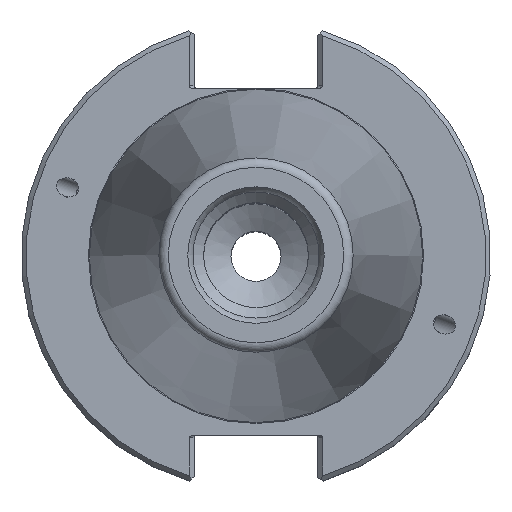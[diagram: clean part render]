
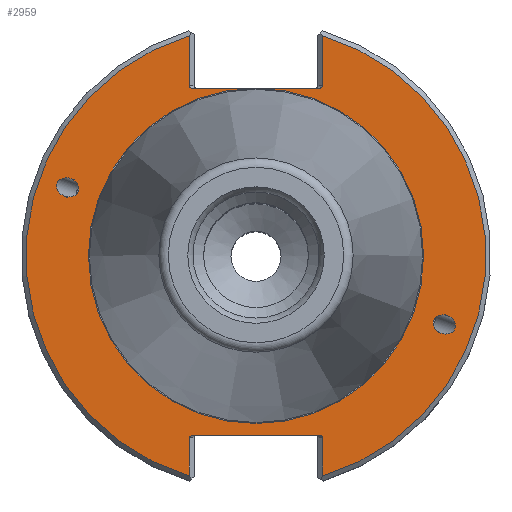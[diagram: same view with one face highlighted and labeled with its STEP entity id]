
A CAD part, top view. The second image highlights one B-rep face of the part: STEP entity #2959.
In plain terms, the highlighted planar face has unit normal (0, 0, 1).
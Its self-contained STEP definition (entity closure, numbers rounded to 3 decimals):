
#24=ELLIPSE('',#3163,2.381,1.95);
#25=ELLIPSE('',#3169,0.707,0.5);
#26=ELLIPSE('',#3171,0.707,0.5);
#27=ELLIPSE('',#3176,2.381,1.95);
#35=ELLIPSE('',#3201,0.707,0.5);
#36=ELLIPSE('',#3203,0.707,0.5);
#86=LINE('',#4530,#167);
#87=LINE('',#4539,#168);
#92=LINE('',#4558,#173);
#93=LINE('',#4570,#174);
#103=LINE('',#4604,#184);
#114=LINE('',#4651,#195);
#167=VECTOR('',#3649,1000.);
#168=VECTOR('',#3656,1000.);
#173=VECTOR('',#3671,1000.);
#174=VECTOR('',#3682,1000.);
#184=VECTOR('',#3708,1000.);
#195=VECTOR('',#3753,1000.);
#234=PLANE('',#3202);
#375=CIRCLE('',#3161,35.118);
#376=CIRCLE('',#3166,48.21);
#377=CIRCLE('',#3174,48.21);
#843=ORIENTED_EDGE('',*,*,#1122,.F.);
#844=ORIENTED_EDGE('',*,*,#1121,.T.);
#845=ORIENTED_EDGE('',*,*,#1119,.T.);
#846=ORIENTED_EDGE('',*,*,#1115,.T.);
#847=ORIENTED_EDGE('',*,*,#1137,.F.);
#848=ORIENTED_EDGE('',*,*,#1113,.T.);
#849=ORIENTED_EDGE('',*,*,#1111,.T.);
#850=ORIENTED_EDGE('',*,*,#1109,.T.);
#851=ORIENTED_EDGE('',*,*,#1108,.T.);
#852=ORIENTED_EDGE('',*,*,#1156,.T.);
#853=ORIENTED_EDGE('',*,*,#1158,.F.);
#854=ORIENTED_EDGE('',*,*,#1159,.T.);
#855=ORIENTED_EDGE('',*,*,#1123,.T.);
#856=ORIENTED_EDGE('',*,*,#1105,.F.);
#857=ORIENTED_EDGE('',*,*,#1104,.F.);
#1104=EDGE_CURVE('',#1332,#1332,#375,.T.);
#1105=EDGE_CURVE('',#1333,#1333,#24,.T.);
#1108=EDGE_CURVE('',#1334,#1335,#86,.T.);
#1109=EDGE_CURVE('',#1336,#1334,#376,.T.);
#1111=EDGE_CURVE('',#1337,#1336,#87,.T.);
#1113=EDGE_CURVE('',#1338,#1337,#25,.F.);
#1115=EDGE_CURVE('',#1339,#1340,#26,.F.);
#1119=EDGE_CURVE('',#1341,#1339,#92,.T.);
#1121=EDGE_CURVE('',#1342,#1341,#377,.T.);
#1122=EDGE_CURVE('',#1343,#1343,#27,.T.);
#1123=EDGE_CURVE('',#1344,#1342,#93,.T.);
#1137=EDGE_CURVE('',#1338,#1340,#103,.T.);
#1156=EDGE_CURVE('',#1335,#1362,#35,.F.);
#1158=EDGE_CURVE('',#1363,#1362,#114,.T.);
#1159=EDGE_CURVE('',#1363,#1344,#36,.F.);
#1332=VERTEX_POINT('',#4518);
#1333=VERTEX_POINT('',#4521);
#1334=VERTEX_POINT('',#4527);
#1335=VERTEX_POINT('',#4529);
#1336=VERTEX_POINT('',#4533);
#1337=VERTEX_POINT('',#4540);
#1338=VERTEX_POINT('',#4544);
#1339=VERTEX_POINT('',#4548);
#1340=VERTEX_POINT('',#4549);
#1341=VERTEX_POINT('',#4557);
#1342=VERTEX_POINT('',#4564);
#1343=VERTEX_POINT('',#4568);
#1344=VERTEX_POINT('',#4571);
#1362=VERTEX_POINT('',#4648);
#1363=VERTEX_POINT('',#4652);
#1621=EDGE_LOOP('',(#843));
#1622=EDGE_LOOP('',(#844,#845,#846,#847,#848,#849,#850,#851,#852,#853,#854,
#855));
#1623=EDGE_LOOP('',(#856));
#1624=EDGE_LOOP('',(#857));
#1833=FACE_BOUND('',#1621,.T.);
#1834=FACE_BOUND('',#1622,.T.);
#1835=FACE_BOUND('',#1623,.T.);
#1836=FACE_BOUND('',#1624,.T.);
#2959=ADVANCED_FACE('',(#1833,#1834,#1835,#1836),#234,.T.);
#3161=AXIS2_PLACEMENT_3D('',#4517,#3640,#3641);
#3163=AXIS2_PLACEMENT_3D('',#4520,#3644,#3645);
#3166=AXIS2_PLACEMENT_3D('',#4532,#3652,#3653);
#3169=AXIS2_PLACEMENT_3D('',#4543,#3660,#3661);
#3171=AXIS2_PLACEMENT_3D('',#4547,#3665,#3666);
#3174=AXIS2_PLACEMENT_3D('',#4565,#3674,#3675);
#3176=AXIS2_PLACEMENT_3D('',#4567,#3678,#3679);
#3201=AXIS2_PLACEMENT_3D('',#4647,#3748,#3749);
#3202=AXIS2_PLACEMENT_3D('',#4650,#3751,#3752);
#3203=AXIS2_PLACEMENT_3D('',#4653,#3754,#3755);
#3640=DIRECTION('',(0.,0.,1.));
#3641=DIRECTION('',(1.,0.,0.));
#3644=DIRECTION('',(0.,0.,1.));
#3645=DIRECTION('',(-0.94,0.342,0.));
#3649=DIRECTION('',(0.,-1.,0.));
#3652=DIRECTION('',(0.,0.,1.));
#3653=DIRECTION('',(1.,0.,0.));
#3656=DIRECTION('',(0.,-1.,0.));
#3660=DIRECTION('',(0.,0.,1.));
#3661=DIRECTION('',(1.,0.,0.));
#3665=DIRECTION('',(0.,0.,1.));
#3666=DIRECTION('',(1.,0.,0.));
#3671=DIRECTION('',(0.,1.,0.));
#3674=DIRECTION('',(0.,0.,1.));
#3675=DIRECTION('',(1.,0.,0.));
#3678=DIRECTION('',(0.,0.,1.));
#3679=DIRECTION('',(0.94,-0.342,0.));
#3682=DIRECTION('',(0.,1.,0.));
#3708=DIRECTION('',(-1.,0.,0.));
#3748=DIRECTION('',(0.,0.,1.));
#3749=DIRECTION('',(-1.,0.,0.));
#3751=DIRECTION('',(0.,0.,1.));
#3752=DIRECTION('',(1.,0.,0.));
#3753=DIRECTION('',(1.,0.,0.));
#3754=DIRECTION('',(0.,0.,1.));
#3755=DIRECTION('',(-1.,0.,0.));
#4517=CARTESIAN_POINT('',(0.,0.,-3.17));
#4518=CARTESIAN_POINT('',(35.118,0.,-3.17));
#4520=CARTESIAN_POINT('',(39.467,-14.365,-3.17));
#4521=CARTESIAN_POINT('',(37.23,-13.551,-3.17));
#4527=CARTESIAN_POINT('',(13.955,46.146,-3.17));
#4529=CARTESIAN_POINT('',(13.955,35.66,-3.17));
#4530=CARTESIAN_POINT('',(13.955,35.16,-3.17));
#4532=CARTESIAN_POINT('',(0.,0.,-3.17));
#4533=CARTESIAN_POINT('',(13.955,-46.146,-3.17));
#4539=CARTESIAN_POINT('',(13.955,-47.619,-3.17));
#4540=CARTESIAN_POINT('',(13.955,-38.07,-3.17));
#4543=CARTESIAN_POINT('',(13.248,-38.07,-3.17));
#4544=CARTESIAN_POINT('',(13.248,-37.57,-3.17));
#4547=CARTESIAN_POINT('',(-13.248,-38.07,-3.17));
#4548=CARTESIAN_POINT('',(-13.955,-38.07,-3.17));
#4549=CARTESIAN_POINT('',(-13.248,-37.57,-3.17));
#4557=CARTESIAN_POINT('',(-13.955,-46.146,-3.17));
#4558=CARTESIAN_POINT('',(-13.955,-37.57,-3.17));
#4564=CARTESIAN_POINT('',(-13.955,46.146,-3.17));
#4565=CARTESIAN_POINT('',(0.,0.,-3.17));
#4567=CARTESIAN_POINT('',(-39.467,14.365,-3.17));
#4568=CARTESIAN_POINT('',(-37.23,13.551,-3.17));
#4570=CARTESIAN_POINT('',(-13.955,47.619,-3.17));
#4571=CARTESIAN_POINT('',(-13.955,35.66,-3.17));
#4604=CARTESIAN_POINT('',(12.955,-37.57,-3.17));
#4647=CARTESIAN_POINT('',(13.248,35.66,-3.17));
#4648=CARTESIAN_POINT('',(13.248,35.16,-3.17));
#4650=CARTESIAN_POINT('',(35.118,0.,-3.17));
#4651=CARTESIAN_POINT('',(-12.955,35.16,-3.17));
#4652=CARTESIAN_POINT('',(-13.248,35.16,-3.17));
#4653=CARTESIAN_POINT('',(-13.248,35.66,-3.17));
